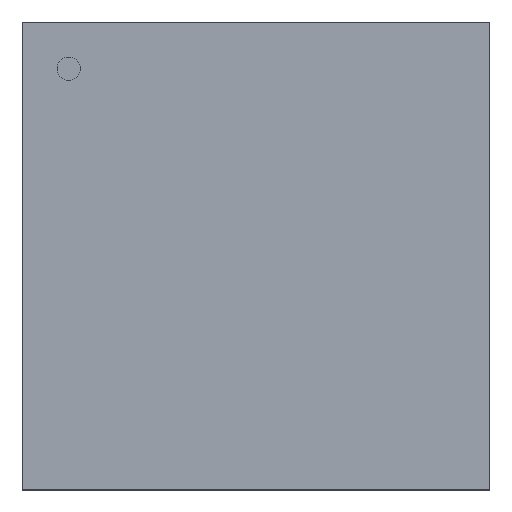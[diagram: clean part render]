
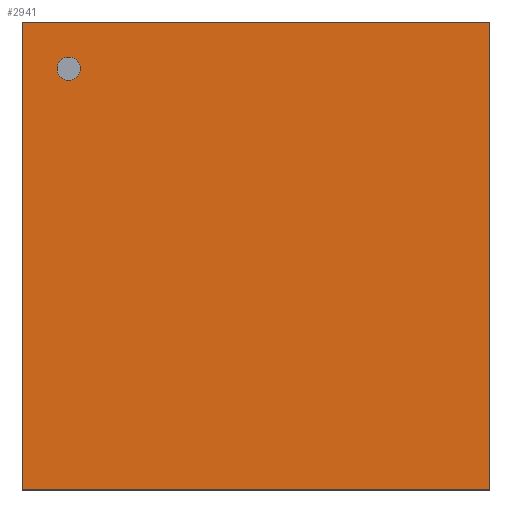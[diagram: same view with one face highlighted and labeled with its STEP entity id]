
A CAD part, top view. The second image highlights one B-rep face of the part: STEP entity #2941.
In plain terms, the highlighted planar face has unit normal (0, 0, 1).
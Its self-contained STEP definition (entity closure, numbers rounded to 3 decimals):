
#2717=CARTESIAN_POINT('',(13.602,-13.602,2.565));
#2716=VERTEX_POINT('',#2717);
#2727=CARTESIAN_POINT('',(-13.602,-13.602,2.565));
#2726=VERTEX_POINT('',#2727);
#2725=EDGE_CURVE('',#2726,#2716,#2730,.T.);
#2730=LINE('',#2727,#2732);
#2732=VECTOR('',#2733,27.203);
#2733=DIRECTION('',(1.0,0.0,0.0));
#2766=CARTESIAN_POINT('',(13.602,13.602,2.565));
#2765=VERTEX_POINT('',#2766);
#2774=EDGE_CURVE('',#2716,#2765,#2779,.T.);
#2779=LINE('',#2717,#2781);
#2781=VECTOR('',#2782,27.203);
#2782=DIRECTION('',(0.0,1.0,0.0));
#2815=CARTESIAN_POINT('',(-13.602,13.602,2.565));
#2814=VERTEX_POINT('',#2815);
#2823=EDGE_CURVE('',#2765,#2814,#2828,.T.);
#2828=LINE('',#2766,#2830);
#2830=VECTOR('',#2831,27.203);
#2831=DIRECTION('',(-1.0,0.0,0.0));
#2872=EDGE_CURVE('',#2814,#2726,#2877,.T.);
#2877=LINE('',#2815,#2879);
#2879=VECTOR('',#2880,27.203);
#2880=DIRECTION('',(0.0,-1.0,0.0));
#2941=ADVANCED_FACE('',(#2947),#2942,.T.);
#2942=PLANE('',#2943);
#2943=AXIS2_PLACEMENT_3D('',#2944,#2945,#2946);
#2944=CARTESIAN_POINT('',(-13.602,-13.602,2.565));
#2945=DIRECTION('',(0.0,0.0,1.0));
#2946=DIRECTION('',(0.,1.,0.));
#2947=FACE_OUTER_BOUND('',#2948,.T.);
#2948=EDGE_LOOP('',(#2949,#2959,#2969,#2979));
#2949=ORIENTED_EDGE('',*,*,#2725,.T.);
#2959=ORIENTED_EDGE('',*,*,#2774,.T.);
#2969=ORIENTED_EDGE('',*,*,#2823,.T.);
#2979=ORIENTED_EDGE('',*,*,#2872,.T.);
